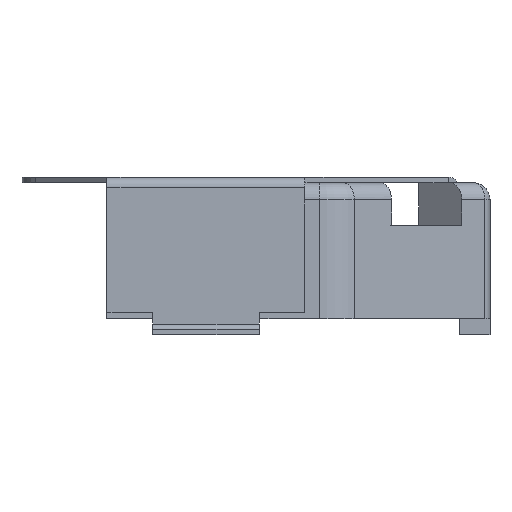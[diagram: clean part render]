
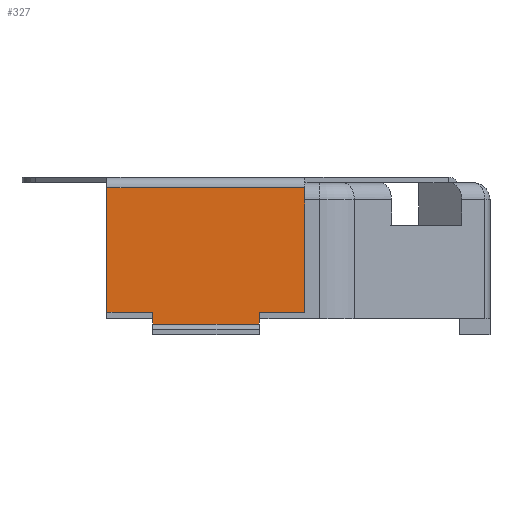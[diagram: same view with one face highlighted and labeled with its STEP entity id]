
A CAD part, left-side view. The second image highlights one B-rep face of the part: STEP entity #327.
In plain terms, the highlighted planar face has unit normal (-1, 0, 0).
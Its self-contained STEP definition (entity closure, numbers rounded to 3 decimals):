
#176 = VERTEX_POINT('',#177);
#177 = CARTESIAN_POINT('',(-11.925,-2.557,
    0.508));
#186 = VERTEX_POINT('',#187);
#187 = CARTESIAN_POINT('',(-11.925,2.523,0.508
    ));
#194 = EDGE_CURVE('',#176,#186,#195,.T.);
#195 = LINE('',#196,#197);
#196 = CARTESIAN_POINT('',(-11.925,-2.557,
    0.508));
#197 = VECTOR('',#198,1.);
#198 = DIRECTION('',(0.,1.,0.));
#327 = ADVANCED_FACE('',(#328),#385,.F.);
#328 = FACE_BOUND('',#329,.T.);
#329 = EDGE_LOOP('',(#330,#331,#339,#347,#355,#363,#371,#379));
#330 = ORIENTED_EDGE('',*,*,#194,.F.);
#331 = ORIENTED_EDGE('',*,*,#332,.T.);
#332 = EDGE_CURVE('',#176,#333,#335,.T.);
#333 = VERTEX_POINT('',#334);
#334 = CARTESIAN_POINT('',(-11.925,-2.557,
    1.067));
#335 = LINE('',#336,#337);
#336 = CARTESIAN_POINT('',(-11.925,-2.557,
    7.239));
#337 = VECTOR('',#338,1.);
#338 = DIRECTION('',(0.,0.,1.));
#339 = ORIENTED_EDGE('',*,*,#340,.T.);
#340 = EDGE_CURVE('',#333,#341,#343,.T.);
#341 = VERTEX_POINT('',#342);
#342 = CARTESIAN_POINT('',(-11.925,-4.729,
    1.067));
#343 = LINE('',#344,#345);
#344 = CARTESIAN_POINT('',(-11.925,-2.557,
    1.067));
#345 = VECTOR('',#346,1.);
#346 = DIRECTION('',(0.,-1.,0.));
#347 = ORIENTED_EDGE('',*,*,#348,.T.);
#348 = EDGE_CURVE('',#341,#349,#351,.T.);
#349 = VERTEX_POINT('',#350);
#350 = CARTESIAN_POINT('',(-11.925,-4.729,
    6.985));
#351 = LINE('',#352,#353);
#352 = CARTESIAN_POINT('',(-11.925,-4.729,
    7.239));
#353 = VECTOR('',#354,1.);
#354 = DIRECTION('',(0.,0.,1.));
#355 = ORIENTED_EDGE('',*,*,#356,.F.);
#356 = EDGE_CURVE('',#357,#349,#359,.T.);
#357 = VERTEX_POINT('',#358);
#358 = CARTESIAN_POINT('',(-11.925,4.695,6.985
    ));
#359 = LINE('',#360,#361);
#360 = CARTESIAN_POINT('',(-11.925,-4.729,
    6.985));
#361 = VECTOR('',#362,1.);
#362 = DIRECTION('',(0.,-1.,0.));
#363 = ORIENTED_EDGE('',*,*,#364,.T.);
#364 = EDGE_CURVE('',#357,#365,#367,.T.);
#365 = VERTEX_POINT('',#366);
#366 = CARTESIAN_POINT('',(-11.925,4.695,1.067
    ));
#367 = LINE('',#368,#369);
#368 = CARTESIAN_POINT('',(-11.925,4.695,7.239
    ));
#369 = VECTOR('',#370,1.);
#370 = DIRECTION('',(0.,0.,-1.));
#371 = ORIENTED_EDGE('',*,*,#372,.T.);
#372 = EDGE_CURVE('',#365,#373,#375,.T.);
#373 = VERTEX_POINT('',#374);
#374 = CARTESIAN_POINT('',(-11.925,2.523,1.067
    ));
#375 = LINE('',#376,#377);
#376 = CARTESIAN_POINT('',(-11.925,-2.557,
    1.067));
#377 = VECTOR('',#378,1.);
#378 = DIRECTION('',(0.,-1.,0.));
#379 = ORIENTED_EDGE('',*,*,#380,.T.);
#380 = EDGE_CURVE('',#373,#186,#381,.T.);
#381 = LINE('',#382,#383);
#382 = CARTESIAN_POINT('',(-11.925,2.523,7.239
    ));
#383 = VECTOR('',#384,1.);
#384 = DIRECTION('',(0.,0.,-1.));
#385 = PLANE('',#386);
#386 = AXIS2_PLACEMENT_3D('',#387,#388,#389);
#387 = CARTESIAN_POINT('',(-11.925,-2.557,
    7.239));
#388 = DIRECTION('',(1.,0.,0.));
#389 = DIRECTION('',(0.,0.,-1.));
